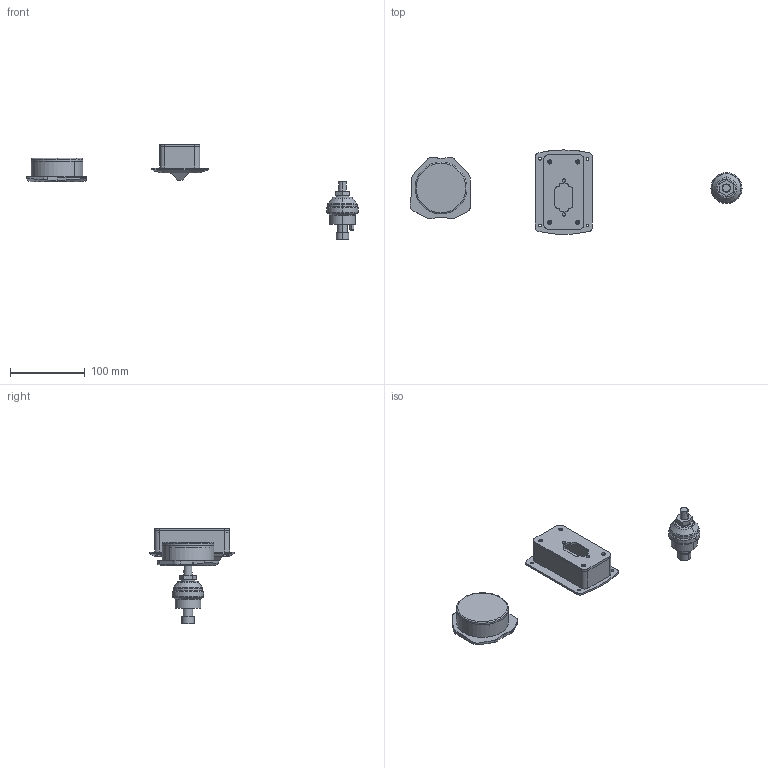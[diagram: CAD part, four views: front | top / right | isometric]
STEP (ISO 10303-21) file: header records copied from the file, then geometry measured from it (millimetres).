
FILE_DESCRIPTION (( 'STEP AP214' ), '1' );
FILE_NAME ('UBEC1ATdd.STEP', '2011-07-05T18:48:53', ( 'IDS-3' ), ( '' ), 'SwSTEP 2.0', 'SolidWorks 2011', '' );
FILE_SCHEMA (( 'AUTOMOTIVE_DESIGN' ));
Length unit declared in the file: inch
Products named in the file (9): Users.Kyle-UBEC_1AXM-AT200-001XM-AT200-00110NULL; MainAssembly1-10NULL; Users.Kyle-UBEC_1AAUTO TANK FILL CONTROLLER8163200010NULL; Users.Kyle-UBEC_1AXM-AT201XM-AT20110NULL; Users.Kyle-UBEC_1AXM-AT202XM-AT20210NULL; Users.Kyle-UBEC_1Aautotank overlayv4bautotank overlayv4b10NULL; Users.Kyle-UBEC_1AAUTO TANK FILL TANKVISION8163100010NULL; Users.Kyle-UBEC_1AAUTO TANK FILL PRESSURE SENSOR6583000010NULL; UBEC1ATdd
Assembly tree (8 placements, depth 4):
  UBEC1ATdd
    MainAssembly1-10NULL
      Users.Kyle-UBEC_1AAUTO TANK FILL PRESSURE SENSOR6583000010NULL
      Users.Kyle-UBEC_1AAUTO TANK FILL CONTROLLER8163200010NULL
        Users.Kyle-UBEC_1AXM-AT202XM-AT20210NULL
        Users.Kyle-UBEC_1AXM-AT201XM-AT20110NULL
        Users.Kyle-UBEC_1Aautotank overlayv4bautotank overlayv4b10NULL
        Users.Kyle-UBEC_1AXM-AT200-001XM-AT200-00110NULL
      Users.Kyle-UBEC_1AAUTO TANK FILL TANKVISION8163100010NULL
Bounding box: 443.17 x 112.31 x 127.72 mm (x, y, z)
Volume: 212588.6 mm3; surface area: 99661.6 mm2
Topology: 7 solids, 38 shells, 721 faces, 1819 edges, 1198 vertices
Faces by surface type: plane 397, cylinder 199, bspline 102, cone 21, torus 2
Entity records: 26216 total; most frequent: CARTESIAN_POINT 8351, ORIENTED_EDGE 3620, DIRECTION 3188, EDGE_CURVE 1811, VERTEX_POINT 1198, LINE 1168, VECTOR 1168, AXIS2_PLACEMENT_3D 1010
